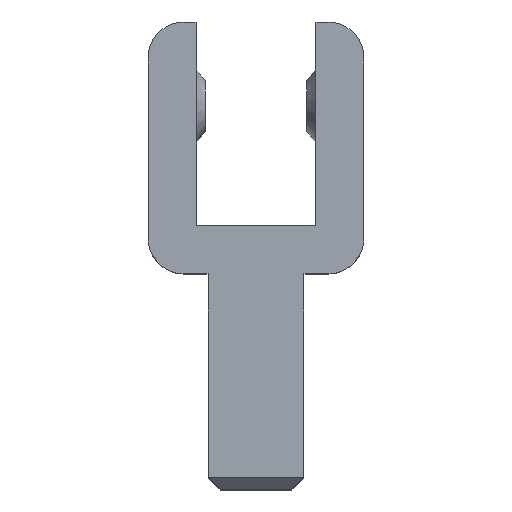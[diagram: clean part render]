
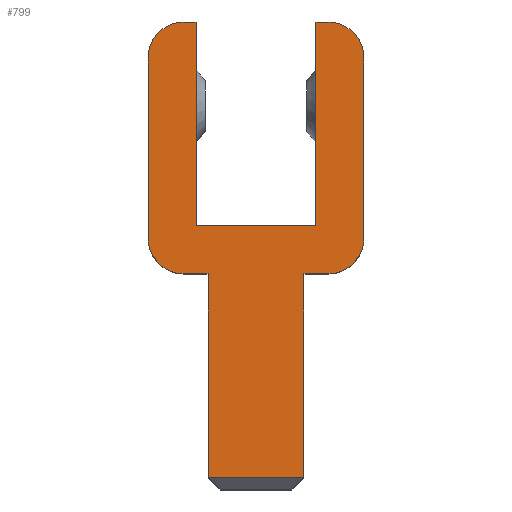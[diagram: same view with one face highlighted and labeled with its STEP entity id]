
A CAD part, top view. The second image highlights one B-rep face of the part: STEP entity #799.
In plain terms, the highlighted planar face has unit normal (0, 0, 1).
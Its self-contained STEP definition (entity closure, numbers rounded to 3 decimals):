
#62=PLANE('',#879);
#106=FACE_OUTER_BOUND('',#163,.T.);
#163=EDGE_LOOP('',(#731,#732,#733,#734,#735,#736,#737,#738,#739,#740,#741,
#742,#743,#744,#745,#746));
#193=LINE('',#1170,#278);
#197=LINE('',#1177,#282);
#215=LINE('',#1226,#300);
#218=LINE('',#1234,#303);
#222=LINE('',#1244,#307);
#238=LINE('',#1300,#323);
#240=LINE('',#1303,#325);
#241=LINE('',#1306,#326);
#243=LINE('',#1310,#328);
#245=LINE('',#1314,#330);
#247=LINE('',#1317,#332);
#248=LINE('',#1319,#333);
#278=VECTOR('',#945,10.);
#282=VECTOR('',#951,10.);
#300=VECTOR('',#989,10.);
#303=VECTOR('',#998,10.);
#307=VECTOR('',#1008,10.);
#323=VECTOR('',#1074,10.);
#325=VECTOR('',#1078,10.);
#326=VECTOR('',#1081,10.);
#328=VECTOR('',#1085,10.);
#330=VECTOR('',#1089,10.);
#332=VECTOR('',#1093,10.);
#333=VECTOR('',#1096,10.);
#343=CIRCLE('',#840,3.);
#344=CIRCLE('',#843,3.);
#345=CIRCLE('',#846,3.);
#346=CIRCLE('',#849,3.);
#376=VERTEX_POINT('',#1158);
#379=VERTEX_POINT('',#1166);
#381=VERTEX_POINT('',#1175);
#400=VERTEX_POINT('',#1218);
#401=VERTEX_POINT('',#1219);
#402=VERTEX_POINT('',#1224);
#403=VERTEX_POINT('',#1228);
#404=VERTEX_POINT('',#1232);
#405=VERTEX_POINT('',#1236);
#406=VERTEX_POINT('',#1237);
#407=VERTEX_POINT('',#1242);
#408=VERTEX_POINT('',#1246);
#422=VERTEX_POINT('',#1299);
#423=VERTEX_POINT('',#1305);
#424=VERTEX_POINT('',#1309);
#425=VERTEX_POINT('',#1313);
#459=EDGE_CURVE('',#376,#379,#193,.T.);
#463=EDGE_CURVE('',#376,#381,#197,.T.);
#483=EDGE_CURVE('',#400,#401,#343,.T.);
#487=EDGE_CURVE('',#400,#402,#215,.T.);
#488=EDGE_CURVE('',#403,#402,#344,.T.);
#491=EDGE_CURVE('',#403,#404,#218,.T.);
#492=EDGE_CURVE('',#405,#406,#345,.T.);
#496=EDGE_CURVE('',#405,#407,#222,.T.);
#497=EDGE_CURVE('',#408,#407,#346,.T.);
#522=EDGE_CURVE('',#422,#379,#238,.T.);
#524=EDGE_CURVE('',#408,#422,#240,.T.);
#525=EDGE_CURVE('',#423,#406,#241,.T.);
#527=EDGE_CURVE('',#424,#423,#243,.T.);
#529=EDGE_CURVE('',#425,#424,#245,.T.);
#531=EDGE_CURVE('',#404,#425,#247,.T.);
#532=EDGE_CURVE('',#381,#401,#248,.T.);
#731=ORIENTED_EDGE('',*,*,#459,.F.);
#732=ORIENTED_EDGE('',*,*,#463,.T.);
#733=ORIENTED_EDGE('',*,*,#532,.T.);
#734=ORIENTED_EDGE('',*,*,#483,.F.);
#735=ORIENTED_EDGE('',*,*,#487,.T.);
#736=ORIENTED_EDGE('',*,*,#488,.F.);
#737=ORIENTED_EDGE('',*,*,#491,.T.);
#738=ORIENTED_EDGE('',*,*,#531,.T.);
#739=ORIENTED_EDGE('',*,*,#529,.T.);
#740=ORIENTED_EDGE('',*,*,#527,.T.);
#741=ORIENTED_EDGE('',*,*,#525,.T.);
#742=ORIENTED_EDGE('',*,*,#492,.F.);
#743=ORIENTED_EDGE('',*,*,#496,.T.);
#744=ORIENTED_EDGE('',*,*,#497,.F.);
#745=ORIENTED_EDGE('',*,*,#524,.T.);
#746=ORIENTED_EDGE('',*,*,#522,.T.);
#799=ADVANCED_FACE('',(#106),#62,.T.);
#840=AXIS2_PLACEMENT_3D('',#1220,#982,#983);
#843=AXIS2_PLACEMENT_3D('',#1229,#992,#993);
#846=AXIS2_PLACEMENT_3D('',#1238,#1001,#1002);
#849=AXIS2_PLACEMENT_3D('',#1247,#1011,#1012);
#879=AXIS2_PLACEMENT_3D('',#1320,#1097,#1098);
#945=DIRECTION('',(-1.,0.,0.));
#951=DIRECTION('',(0.,1.,0.));
#982=DIRECTION('center_axis',(0.,0.,-1.));
#983=DIRECTION('ref_axis',(0.707,-0.707,0.));
#989=DIRECTION('',(0.,1.,0.));
#992=DIRECTION('center_axis',(0.,0.,-1.));
#993=DIRECTION('ref_axis',(0.707,0.707,0.));
#998=DIRECTION('',(-1.,0.,0.));
#1001=DIRECTION('center_axis',(0.,0.,-1.));
#1002=DIRECTION('ref_axis',(-0.707,0.707,0.));
#1008=DIRECTION('',(0.,-1.,0.));
#1011=DIRECTION('center_axis',(0.,0.,-1.));
#1012=DIRECTION('ref_axis',(-0.707,-0.707,0.));
#1074=DIRECTION('',(0.,-1.,0.));
#1078=DIRECTION('',(1.,0.,0.));
#1081=DIRECTION('',(-1.,0.,0.));
#1085=DIRECTION('',(0.,1.,0.));
#1089=DIRECTION('',(-1.,0.,0.));
#1093=DIRECTION('',(0.,-1.,0.));
#1096=DIRECTION('',(1.,0.,0.));
#1097=DIRECTION('center_axis',(0.,0.,1.));
#1098=DIRECTION('ref_axis',(1.,0.,0.));
#1158=CARTESIAN_POINT('',(4.,1.,15.));
#1166=CARTESIAN_POINT('',(-4.,1.,15.));
#1170=CARTESIAN_POINT('',(-2.,1.,15.));
#1175=CARTESIAN_POINT('',(4.,18.,15.));
#1177=CARTESIAN_POINT('',(4.,0.,15.));
#1218=CARTESIAN_POINT('',(9.,21.,15.));
#1219=CARTESIAN_POINT('',(6.,18.,15.));
#1220=CARTESIAN_POINT('Origin',(6.,21.,15.));
#1224=CARTESIAN_POINT('',(9.,36.,15.));
#1226=CARTESIAN_POINT('',(9.,18.,15.));
#1228=CARTESIAN_POINT('',(6.,39.,15.));
#1229=CARTESIAN_POINT('Origin',(6.,36.,15.));
#1232=CARTESIAN_POINT('',(5.,39.,15.));
#1234=CARTESIAN_POINT('',(9.,39.,15.));
#1236=CARTESIAN_POINT('',(-9.,36.,15.));
#1237=CARTESIAN_POINT('',(-6.,39.,15.));
#1238=CARTESIAN_POINT('Origin',(-6.,36.,15.));
#1242=CARTESIAN_POINT('',(-9.,21.,15.));
#1244=CARTESIAN_POINT('',(-9.,39.,15.));
#1246=CARTESIAN_POINT('',(-6.,18.,15.));
#1247=CARTESIAN_POINT('Origin',(-6.,21.,15.));
#1299=CARTESIAN_POINT('',(-4.,18.,15.));
#1300=CARTESIAN_POINT('',(-4.,18.,15.));
#1303=CARTESIAN_POINT('',(-9.,18.,15.));
#1305=CARTESIAN_POINT('',(-5.,39.,15.));
#1306=CARTESIAN_POINT('',(-5.,39.,15.));
#1309=CARTESIAN_POINT('',(-5.,22.,15.));
#1310=CARTESIAN_POINT('',(-5.,22.,15.));
#1313=CARTESIAN_POINT('',(5.,22.,15.));
#1314=CARTESIAN_POINT('',(5.,22.,15.));
#1317=CARTESIAN_POINT('',(5.,39.,15.));
#1319=CARTESIAN_POINT('',(4.,18.,15.));
#1320=CARTESIAN_POINT('Origin',(0.,19.5,15.));
